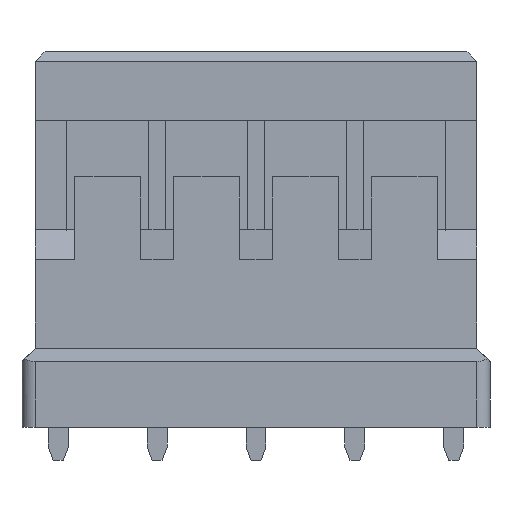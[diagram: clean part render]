
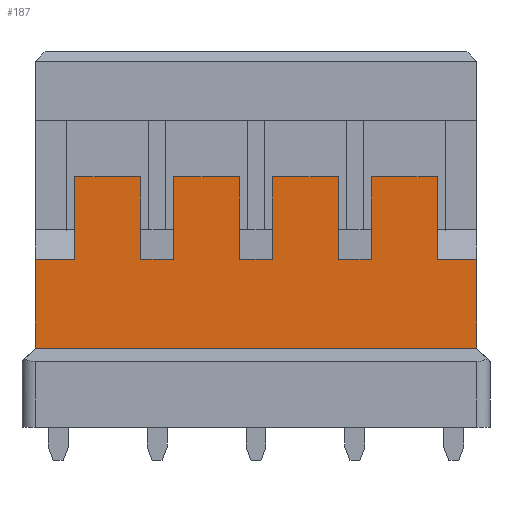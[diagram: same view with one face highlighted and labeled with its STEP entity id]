
A CAD part, front view. The second image highlights one B-rep face of the part: STEP entity #187.
In plain terms, the highlighted planar face has unit normal (0, -1, 0).
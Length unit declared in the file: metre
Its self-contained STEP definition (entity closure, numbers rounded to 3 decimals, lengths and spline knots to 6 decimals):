
#187 = ADVANCED_FACE( '', ( #606 ), #607, .F. );
#606 = FACE_OUTER_BOUND( '', #1164, .T. );
#607 = PLANE( '', #1165 );
#1164 = EDGE_LOOP( '', ( #2627, #2628, #2629, #2630, #2631, #2632, #2633, #2634, #2635, #2636, #2637, #2638, #2639, #2640, #2641, #2642, #2643, #2644, #2645, #2646 ) );
#1165 = AXIS2_PLACEMENT_3D( '', #2647, #2648, #2649 );
#2627 = ORIENTED_EDGE( '', *, *, #3756, .T. );
#2628 = ORIENTED_EDGE( '', *, *, #4307, .F. );
#2629 = ORIENTED_EDGE( '', *, *, #4308, .T. );
#2630 = ORIENTED_EDGE( '', *, *, #4195, .T. );
#2631 = ORIENTED_EDGE( '', *, *, #3896, .T. );
#2632 = ORIENTED_EDGE( '', *, *, #4141, .T. );
#2633 = ORIENTED_EDGE( '', *, *, #4101, .F. );
#2634 = ORIENTED_EDGE( '', *, *, #4263, .T. );
#2635 = ORIENTED_EDGE( '', *, *, #4309, .T. );
#2636 = ORIENTED_EDGE( '', *, *, #4310, .T. );
#2637 = ORIENTED_EDGE( '', *, *, #4311, .F. );
#2638 = ORIENTED_EDGE( '', *, *, #4312, .T. );
#2639 = ORIENTED_EDGE( '', *, *, #4062, .T. );
#2640 = ORIENTED_EDGE( '', *, *, #3970, .T. );
#2641 = ORIENTED_EDGE( '', *, *, #4015, .F. );
#2642 = ORIENTED_EDGE( '', *, *, #4313, .T. );
#2643 = ORIENTED_EDGE( '', *, *, #4314, .T. );
#2644 = ORIENTED_EDGE( '', *, *, #4315, .T. );
#2645 = ORIENTED_EDGE( '', *, *, #4236, .F. );
#2646 = ORIENTED_EDGE( '', *, *, #4316, .T. );
#2647 = CARTESIAN_POINT( '', ( 0.00335, -0.00135, 0.00285 ) );
#2648 = DIRECTION( '', ( 0., 1., 0. ) );
#2649 = DIRECTION( '', ( 1., 0., 0. ) );
#3756 = EDGE_CURVE( '', #4513, #4499, #4514, .T. );
#3896 = EDGE_CURVE( '', #4778, #4779, #4780, .T. );
#3970 = EDGE_CURVE( '', #4913, #4911, #4914, .T. );
#4015 = EDGE_CURVE( '', #4992, #4911, #4994, .T. );
#4062 = EDGE_CURVE( '', #5074, #4913, #5075, .T. );
#4101 = EDGE_CURVE( '', #5137, #5132, #5139, .T. );
#4141 = EDGE_CURVE( '', #4779, #5132, #5207, .T. );
#4195 = EDGE_CURVE( '', #5298, #4778, #5299, .T. );
#4236 = EDGE_CURVE( '', #5361, #5363, #5364, .T. );
#4263 = EDGE_CURVE( '', #5137, #5402, #5404, .T. );
#4307 = EDGE_CURVE( '', #5470, #4499, #5471, .T. );
#4308 = EDGE_CURVE( '', #5470, #5298, #5472, .T. );
#4309 = EDGE_CURVE( '', #5402, #5473, #5474, .T. );
#4310 = EDGE_CURVE( '', #5473, #5475, #5476, .T. );
#4311 = EDGE_CURVE( '', #5477, #5475, #5478, .T. );
#4312 = EDGE_CURVE( '', #5477, #5074, #5479, .T. );
#4313 = EDGE_CURVE( '', #4992, #5480, #5481, .T. );
#4314 = EDGE_CURVE( '', #5480, #5482, #5483, .T. );
#4315 = EDGE_CURVE( '', #5482, #5363, #5484, .T. );
#4316 = EDGE_CURVE( '', #5361, #4513, #5485, .T. );
#4499 = VERTEX_POINT( '', #5726 );
#4513 = VERTEX_POINT( '', #5753 );
#4514 = LINE( '', #5754, #5755 );
#4778 = VERTEX_POINT( '', #6162 );
#4779 = VERTEX_POINT( '', #6163 );
#4780 = LINE( '', #6164, #6165 );
#4911 = VERTEX_POINT( '', #6368 );
#4913 = VERTEX_POINT( '', #6371 );
#4914 = LINE( '', #6372, #6373 );
#4992 = VERTEX_POINT( '', #6494 );
#4994 = LINE( '', #6497, #6498 );
#5074 = VERTEX_POINT( '', #6627 );
#5075 = LINE( '', #6628, #6629 );
#5132 = VERTEX_POINT( '', #6721 );
#5137 = VERTEX_POINT( '', #6728 );
#5139 = LINE( '', #6731, #6732 );
#5207 = LINE( '', #6839, #6840 );
#5298 = VERTEX_POINT( '', #6984 );
#5299 = LINE( '', #6985, #6986 );
#5361 = VERTEX_POINT( '', #7087 );
#5363 = VERTEX_POINT( '', #7090 );
#5364 = LINE( '', #7091, #7092 );
#5402 = VERTEX_POINT( '', #7155 );
#5404 = LINE( '', #7158, #7159 );
#5470 = VERTEX_POINT( '', #7268 );
#5471 = LINE( '', #7269, #7270 );
#5472 = LINE( '', #7271, #7272 );
#5473 = VERTEX_POINT( '', #7273 );
#5474 = LINE( '', #7274, #7275 );
#5475 = VERTEX_POINT( '', #7276 );
#5476 = LINE( '', #7277, #7278 );
#5477 = VERTEX_POINT( '', #7279 );
#5478 = LINE( '', #7280, #7281 );
#5479 = LINE( '', #7282, #7283 );
#5480 = VERTEX_POINT( '', #7284 );
#5481 = LINE( '', #7285, #7286 );
#5482 = VERTEX_POINT( '', #7287 );
#5483 = LINE( '', #7288, #7289 );
#5484 = LINE( '', #7290, #7291 );
#5485 = LINE( '', #7292, #7293 );
#5726 = CARTESIAN_POINT( '', ( 0.00335, -0.00135, -0.00165 ) );
#5753 = CARTESIAN_POINT( '', ( -0.00335, -0.00135, -0.00165 ) );
#5754 = CARTESIAN_POINT( '', ( -0.00335, -0.00135, -0.00165 ) );
#5755 = VECTOR( '', #7663, 1. );
#6162 = CARTESIAN_POINT( '', ( 0.00275, -0.00135, 0.00095 ) );
#6163 = CARTESIAN_POINT( '', ( 0.00175, -0.00135, 0.00095 ) );
#6164 = CARTESIAN_POINT( '', ( 0.00275, -0.00135, 0.00095 ) );
#6165 = VECTOR( '', #7805, 1. );
#6368 = CARTESIAN_POINT( '', ( -0.00125, -0.00135, -0.0003 ) );
#6371 = CARTESIAN_POINT( '', ( -0.00125, -0.00135, 0.00095 ) );
#6372 = CARTESIAN_POINT( '', ( -0.00125, -0.00135, 0.00095 ) );
#6373 = VECTOR( '', #7879, 1. );
#6494 = CARTESIAN_POINT( '', ( -0.00175, -0.00135, -0.0003 ) );
#6497 = CARTESIAN_POINT( '', ( -0.00175, -0.00135, -0.0003 ) );
#6498 = VECTOR( '', #7924, 1. );
#6627 = CARTESIAN_POINT( '', ( -0.00025, -0.00135, 0.00095 ) );
#6628 = CARTESIAN_POINT( '', ( -0.00025, -0.00135, 0.00095 ) );
#6629 = VECTOR( '', #7970, 1. );
#6721 = CARTESIAN_POINT( '', ( 0.00175, -0.00135, -0.0003 ) );
#6728 = CARTESIAN_POINT( '', ( 0.00125, -0.00135, -0.0003 ) );
#6731 = CARTESIAN_POINT( '', ( 0.00125, -0.00135, -0.0003 ) );
#6732 = VECTOR( '', #8009, 1. );
#6839 = CARTESIAN_POINT( '', ( 0.00175, -0.00135, 0.00095 ) );
#6840 = VECTOR( '', #8049, 1. );
#6984 = CARTESIAN_POINT( '', ( 0.00275, -0.00135, -0.0003 ) );
#6985 = CARTESIAN_POINT( '', ( 0.00275, -0.00135, -0.0003 ) );
#6986 = VECTOR( '', #8103, 1. );
#7087 = CARTESIAN_POINT( '', ( -0.00335, -0.00135, -0.0003 ) );
#7090 = CARTESIAN_POINT( '', ( -0.00275, -0.00135, -0.0003 ) );
#7091 = CARTESIAN_POINT( '', ( -0.00335, -0.00135, -0.0003 ) );
#7092 = VECTOR( '', #8144, 1. );
#7155 = CARTESIAN_POINT( '', ( 0.00125, -0.00135, 0.00095 ) );
#7158 = CARTESIAN_POINT( '', ( 0.00125, -0.00135, -0.0003 ) );
#7159 = VECTOR( '', #8171, 1. );
#7268 = CARTESIAN_POINT( '', ( 0.00335, -0.00135, -0.0003 ) );
#7269 = CARTESIAN_POINT( '', ( 0.00335, -0.00135, -0.0003 ) );
#7270 = VECTOR( '', #8215, 1. );
#7271 = CARTESIAN_POINT( '', ( 0.00335, -0.00135, -0.0003 ) );
#7272 = VECTOR( '', #8216, 1. );
#7273 = CARTESIAN_POINT( '', ( 0.00025, -0.00135, 0.00095 ) );
#7274 = CARTESIAN_POINT( '', ( 0.00125, -0.00135, 0.00095 ) );
#7275 = VECTOR( '', #8217, 1. );
#7276 = CARTESIAN_POINT( '', ( 0.00025, -0.00135, -0.0003 ) );
#7277 = CARTESIAN_POINT( '', ( 0.00025, -0.00135, 0.00095 ) );
#7278 = VECTOR( '', #8218, 1. );
#7279 = CARTESIAN_POINT( '', ( -0.00025, -0.00135, -0.0003 ) );
#7280 = CARTESIAN_POINT( '', ( -0.00025, -0.00135, -0.0003 ) );
#7281 = VECTOR( '', #8219, 1. );
#7282 = CARTESIAN_POINT( '', ( -0.00025, -0.00135, -0.0003 ) );
#7283 = VECTOR( '', #8220, 1. );
#7284 = CARTESIAN_POINT( '', ( -0.00175, -0.00135, 0.00095 ) );
#7285 = CARTESIAN_POINT( '', ( -0.00175, -0.00135, -0.0003 ) );
#7286 = VECTOR( '', #8221, 1. );
#7287 = CARTESIAN_POINT( '', ( -0.00275, -0.00135, 0.00095 ) );
#7288 = CARTESIAN_POINT( '', ( -0.00175, -0.00135, 0.00095 ) );
#7289 = VECTOR( '', #8222, 1. );
#7290 = CARTESIAN_POINT( '', ( -0.00275, -0.00135, 0.00095 ) );
#7291 = VECTOR( '', #8223, 1. );
#7292 = CARTESIAN_POINT( '', ( -0.00335, -0.00135, -0.0003 ) );
#7293 = VECTOR( '', #8224, 1. );
#7663 = DIRECTION( '', ( 1., 0., 0. ) );
#7805 = DIRECTION( '', ( -1., 0., 0. ) );
#7879 = DIRECTION( '', ( 0., 0., -1. ) );
#7924 = DIRECTION( '', ( 1., 0., 0. ) );
#7970 = DIRECTION( '', ( -1., 0., 0. ) );
#8009 = DIRECTION( '', ( 1., 0., 0. ) );
#8049 = DIRECTION( '', ( 0., 0., -1. ) );
#8103 = DIRECTION( '', ( 0., 0., 1. ) );
#8144 = DIRECTION( '', ( 1., 0., 0. ) );
#8171 = DIRECTION( '', ( 0., 0., 1. ) );
#8215 = DIRECTION( '', ( 0., 0., -1. ) );
#8216 = DIRECTION( '', ( -1., 0., 0. ) );
#8217 = DIRECTION( '', ( -1., 0., 0. ) );
#8218 = DIRECTION( '', ( 0., 0., -1. ) );
#8219 = DIRECTION( '', ( 1., 0., 0. ) );
#8220 = DIRECTION( '', ( 0., 0., 1. ) );
#8221 = DIRECTION( '', ( 0., 0., 1. ) );
#8222 = DIRECTION( '', ( -1., 0., 0. ) );
#8223 = DIRECTION( '', ( 0., 0., -1. ) );
#8224 = DIRECTION( '', ( 0., 0., -1. ) );
